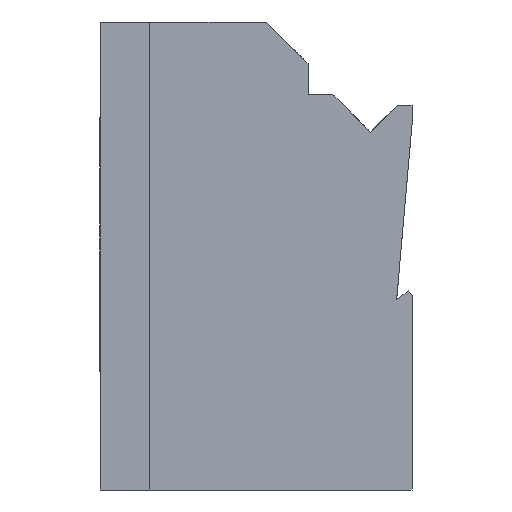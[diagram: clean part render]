
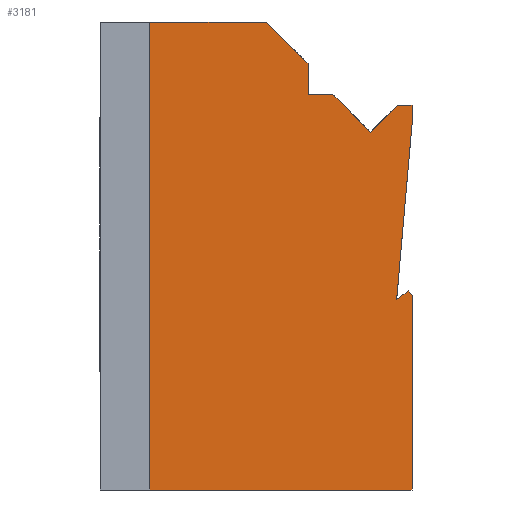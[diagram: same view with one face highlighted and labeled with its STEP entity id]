
A CAD part, left-side view. The second image highlights one B-rep face of the part: STEP entity #3181.
In plain terms, the highlighted planar face has unit normal (-0.643, -0.766, 0).
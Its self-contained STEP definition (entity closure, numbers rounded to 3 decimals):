
#19 = EDGE_CURVE ( 'NONE', #2636, #2899, #1719, .T. ) ;
#40 = VECTOR ( 'NONE', #3872, 1000. ) ;
#105 = CARTESIAN_POINT ( 'NONE',  ( -0.358, -30.509, -15. ) ) ;
#204 = VECTOR ( 'NONE', #2919, 1000. ) ;
#350 = DIRECTION ( 'NONE',  ( 0.766, -0.643, 0. ) ) ;
#354 = LINE ( 'NONE', #4061, #1163 ) ;
#356 = EDGE_CURVE ( 'NONE', #2573, #2344, #3490, .T. ) ;
#378 = ORIENTED_EDGE ( 'NONE', *, *, #760, .F. ) ;
#433 = CARTESIAN_POINT ( 'NONE',  ( -16., -17.384, -15. ) ) ;
#438 = CARTESIAN_POINT ( 'NONE',  ( -1.845, -29.262, -5.855 ) ) ;
#590 = LINE ( 'NONE', #4377, #1961 ) ;
#597 = ORIENTED_EDGE ( 'NONE', *, *, #4298, .F. ) ;
#622 = LINE ( 'NONE', #3640, #770 ) ;
#760 = EDGE_CURVE ( 'NONE', #2752, #2711, #2390, .T. ) ;
#766 = VECTOR ( 'NONE', #769, 1000. ) ;
#769 = DIRECTION ( 'NONE',  ( 0.644, -0.541, -0.541 ) ) ;
#770 = VECTOR ( 'NONE', #870, 1000. ) ;
#862 = VERTEX_POINT ( 'NONE', #438 ) ;
#870 = DIRECTION ( 'NONE',  ( 0.766, -0.643, 0. ) ) ;
#947 = EDGE_CURVE ( 'NONE', #2330, #862, #1862, .T. ) ;
#994 = DIRECTION ( 'NONE',  ( 0., 0., -1. ) ) ;
#1093 = EDGE_CURVE ( 'NONE', #2224, #3760, #590, .T. ) ;
#1114 = LINE ( 'NONE', #433, #1436 ) ;
#1116 = DIRECTION ( 'NONE',  ( -0.766, 0.643, 0. ) ) ;
#1163 = VECTOR ( 'NONE', #1981, 1000. ) ;
#1167 = CARTESIAN_POINT ( 'NONE',  ( -6.924, -25., -15. ) ) ;
#1187 = CARTESIAN_POINT ( 'NONE',  ( -9.307, -23., 7.5 ) ) ;
#1202 = VERTEX_POINT ( 'NONE', #3787 ) ;
#1206 = ORIENTED_EDGE ( 'NONE', *, *, #3809, .T. ) ;
#1256 = ORIENTED_EDGE ( 'NONE', *, *, #2833, .T. ) ;
#1294 = CARTESIAN_POINT ( 'NONE',  ( -9.307, -23., 7.5 ) ) ;
#1355 = VERTEX_POINT ( 'NONE', #1600 ) ;
#1372 = LINE ( 'NONE', #1167, #2525 ) ;
#1389 = CARTESIAN_POINT ( 'NONE',  ( -0.965, -30., -5.658 ) ) ;
#1434 = ORIENTED_EDGE ( 'NONE', *, *, #1543, .F. ) ;
#1436 = VECTOR ( 'NONE', #3164, 1000. ) ;
#1472 = CARTESIAN_POINT ( 'NONE',  ( -1.185, -29.816, -5.422 ) ) ;
#1526 = CARTESIAN_POINT ( 'NONE',  ( -0.965, -30., 2.582 ) ) ;
#1543 = EDGE_CURVE ( 'NONE', #3039, #2573, #1857, .T. ) ;
#1600 = CARTESIAN_POINT ( 'NONE',  ( -16., -17.384, -15. ) ) ;
#1667 = VECTOR ( 'NONE', #3011, 1000. ) ;
#1688 = EDGE_CURVE ( 'NONE', #862, #2752, #1956, .T. ) ;
#1719 = LINE ( 'NONE', #1976, #1667 ) ;
#1749 = LINE ( 'NONE', #3955, #4293 ) ;
#1788 = ORIENTED_EDGE ( 'NONE', *, *, #2177, .T. ) ;
#1792 = FACE_OUTER_BOUND ( 'NONE', #3355, .T. ) ;
#1812 = VECTOR ( 'NONE', #3756, 1000. ) ;
#1817 = DIRECTION ( 'NONE',  ( 0., 0., 1. ) ) ;
#1839 = CARTESIAN_POINT ( 'NONE',  ( -16., -17.384, 7.5 ) ) ;
#1857 = LINE ( 'NONE', #2392, #2864 ) ;
#1862 = LINE ( 'NONE', #4224, #204 ) ;
#1892 = DIRECTION ( 'NONE',  ( 0., 0., 1. ) ) ;
#1926 = ORIENTED_EDGE ( 'NONE', *, *, #1093, .F. ) ;
#1956 = LINE ( 'NONE', #4159, #40 ) ;
#1961 = VECTOR ( 'NONE', #2307, 1000. ) ;
#1976 = CARTESIAN_POINT ( 'NONE',  ( -1.799, -29.3, 3.5 ) ) ;
#1981 = DIRECTION ( 'NONE',  ( 0.644, -0.541, 0.541 ) ) ;
#2006 = ORIENTED_EDGE ( 'NONE', *, *, #2583, .F. ) ;
#2060 = DIRECTION ( 'NONE',  ( 0.592, -0.496, -0.635 ) ) ;
#2067 = VECTOR ( 'NONE', #2060, 1000. ) ;
#2171 = CARTESIAN_POINT ( 'NONE',  ( -3.349, -28., 2.2 ) ) ;
#2177 = EDGE_CURVE ( 'NONE', #2224, #1355, #1114, .T. ) ;
#2224 = VERTEX_POINT ( 'NONE', #1839 ) ;
#2227 = ORIENTED_EDGE ( 'NONE', *, *, #1688, .F. ) ;
#2276 = CARTESIAN_POINT ( 'NONE',  ( -5.494, -26.2, 4. ) ) ;
#2307 = DIRECTION ( 'NONE',  ( 0.766, -0.643, 0. ) ) ;
#2330 = VERTEX_POINT ( 'NONE', #1526 ) ;
#2344 = VERTEX_POINT ( 'NONE', #2171 ) ;
#2390 = LINE ( 'NONE', #3795, #2067 ) ;
#2392 = CARTESIAN_POINT ( 'NONE',  ( -0.358, -30.509, 4. ) ) ;
#2443 = DIRECTION ( 'NONE',  ( 0.643, 0.766, 0. ) ) ;
#2511 = CARTESIAN_POINT ( 'NONE',  ( -6.924, -25., 5.5 ) ) ;
#2525 = VECTOR ( 'NONE', #1817, 1000. ) ;
#2565 = EDGE_CURVE ( 'NONE', #2711, #1202, #4177, .T. ) ;
#2573 = VERTEX_POINT ( 'NONE', #4048 ) ;
#2583 = EDGE_CURVE ( 'NONE', #2344, #2636, #354, .T. ) ;
#2636 = VERTEX_POINT ( 'NONE', #3096 ) ;
#2648 = VECTOR ( 'NONE', #994, 1000. ) ;
#2670 = CARTESIAN_POINT ( 'NONE',  ( -0.965, -30., -15. ) ) ;
#2711 = VERTEX_POINT ( 'NONE', #1389 ) ;
#2740 = ORIENTED_EDGE ( 'NONE', *, *, #947, .F. ) ;
#2752 = VERTEX_POINT ( 'NONE', #1472 ) ;
#2833 = EDGE_CURVE ( 'NONE', #2330, #2899, #1749, .T. ) ;
#2864 = VECTOR ( 'NONE', #350, 1000. ) ;
#2899 = VERTEX_POINT ( 'NONE', #2972 ) ;
#2919 = DIRECTION ( 'NONE',  ( -0.103, 0.087, -0.991 ) ) ;
#2972 = CARTESIAN_POINT ( 'NONE',  ( -0.965, -30., 3.5 ) ) ;
#3011 = DIRECTION ( 'NONE',  ( 0.766, -0.643, 0. ) ) ;
#3039 = VERTEX_POINT ( 'NONE', #3395 ) ;
#3096 = CARTESIAN_POINT ( 'NONE',  ( -1.799, -29.3, 3.5 ) ) ;
#3164 = DIRECTION ( 'NONE',  ( 0., 0., -1. ) ) ;
#3181 = ADVANCED_FACE ( 'NONE', ( #1792 ), #3847, .F. ) ;
#3274 = ORIENTED_EDGE ( 'NONE', *, *, #3668, .T. ) ;
#3355 = EDGE_LOOP ( 'NONE', ( #1434, #1206, #597, #1926, #1788, #3274, #3788, #378, #2227, #2740, #1256, #3380, #2006, #3798 ) ) ;
#3380 = ORIENTED_EDGE ( 'NONE', *, *, #19, .F. ) ;
#3395 = CARTESIAN_POINT ( 'NONE',  ( -6.924, -25., 4. ) ) ;
#3490 = LINE ( 'NONE', #2276, #1812 ) ;
#3580 = AXIS2_PLACEMENT_3D ( 'NONE', #105, #2443, #1116 ) ;
#3640 = CARTESIAN_POINT ( 'NONE',  ( -16., -17.384, -15. ) ) ;
#3668 = EDGE_CURVE ( 'NONE', #1355, #1202, #622, .T. ) ;
#3756 = DIRECTION ( 'NONE',  ( 0.644, -0.541, -0.541 ) ) ;
#3760 = VERTEX_POINT ( 'NONE', #1294 ) ;
#3787 = CARTESIAN_POINT ( 'NONE',  ( -0.965, -30., -15. ) ) ;
#3788 = ORIENTED_EDGE ( 'NONE', *, *, #2565, .F. ) ;
#3795 = CARTESIAN_POINT ( 'NONE',  ( -1.185, -29.816, -5.422 ) ) ;
#3798 = ORIENTED_EDGE ( 'NONE', *, *, #356, .F. ) ;
#3809 = EDGE_CURVE ( 'NONE', #3039, #4276, #1372, .T. ) ;
#3847 = PLANE ( 'NONE',  #3580 ) ;
#3872 = DIRECTION ( 'NONE',  ( 0.685, -0.574, 0.449 ) ) ;
#3955 = CARTESIAN_POINT ( 'NONE',  ( -0.965, -30., -15. ) ) ;
#4004 = LINE ( 'NONE', #1187, #766 ) ;
#4048 = CARTESIAN_POINT ( 'NONE',  ( -5.494, -26.2, 4. ) ) ;
#4061 = CARTESIAN_POINT ( 'NONE',  ( -3.349, -28., 2.2 ) ) ;
#4159 = CARTESIAN_POINT ( 'NONE',  ( -1.845, -29.262, -5.855 ) ) ;
#4177 = LINE ( 'NONE', #2670, #2648 ) ;
#4224 = CARTESIAN_POINT ( 'NONE',  ( -0.965, -30., 2.582 ) ) ;
#4276 = VERTEX_POINT ( 'NONE', #2511 ) ;
#4293 = VECTOR ( 'NONE', #1892, 1000. ) ;
#4298 = EDGE_CURVE ( 'NONE', #3760, #4276, #4004, .T. ) ;
#4377 = CARTESIAN_POINT ( 'NONE',  ( -16., -17.384, 7.5 ) ) ;
